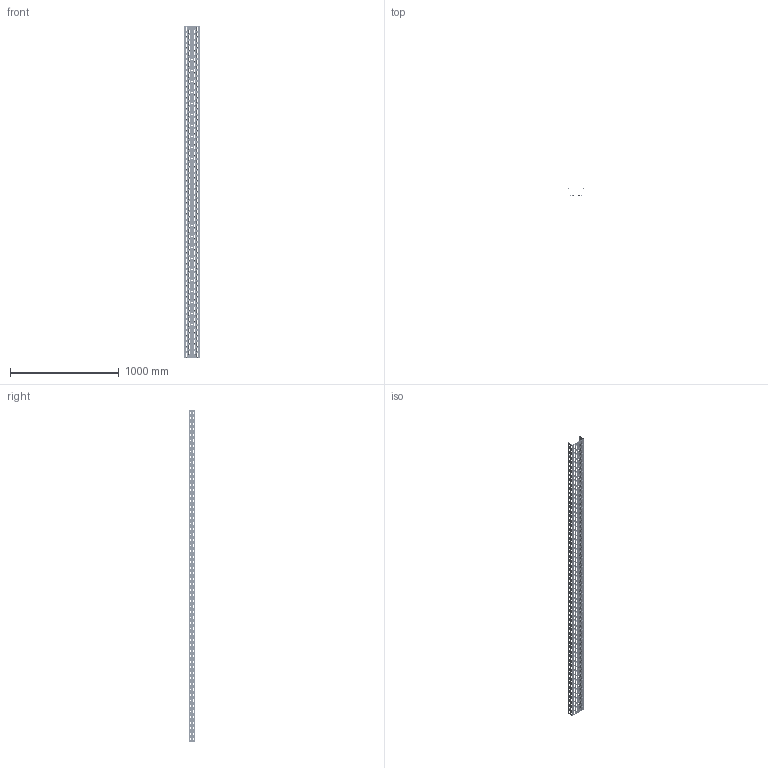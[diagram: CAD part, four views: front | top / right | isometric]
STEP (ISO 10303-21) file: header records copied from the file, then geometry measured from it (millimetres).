
FILE_DESCRIPTION (( 'STEP AP214' ), '1' );
FILE_NAME ('6048814.stp', '2024-01-05T09:57:49', ( '' ), ( '' ), 'SwSTEP 2.0', 'SolidWorks 2022', '' );
FILE_SCHEMA (( 'AUTOMOTIVE_DESIGN' ));
Products named in the file (1): 6048814
Bounding box: 150 x 62.09 x 3050.4 mm (x, y, z)
Volume: 610224.1 mm3; surface area: 1721238 mm2
Topology: 1 solids, 1 shells, 4355 faces, 11615 edges, 7738 vertices
Faces by surface type: plane 2414, cylinder 989, cone 952
Full cylindrical faces by diameter (mm): 11 x29
Entity records: 138380 total; most frequent: DIRECTION 24180, CARTESIAN_POINT 23680, ORIENTED_EDGE 23172, EDGE_CURVE 11586, AXIS2_PLACEMENT_3D 8238, VERTEX_POINT 7738, VECTOR 7704, LINE 7704
